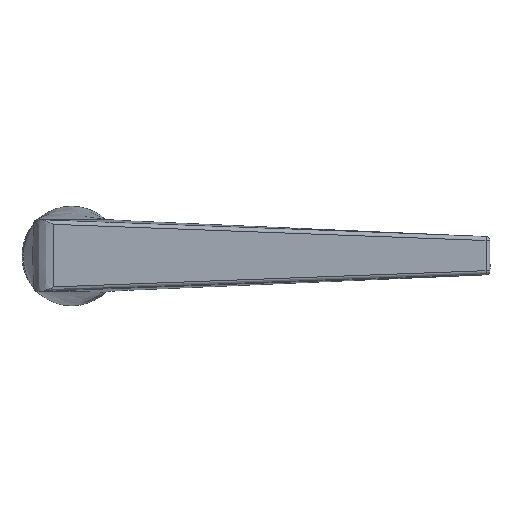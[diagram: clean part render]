
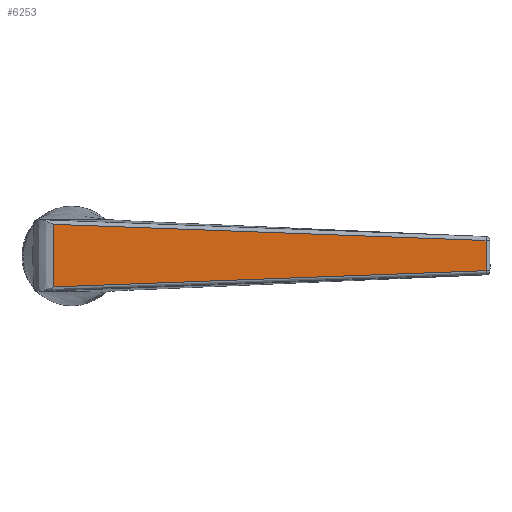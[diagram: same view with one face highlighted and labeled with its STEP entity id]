
A CAD part, top view. The second image highlights one B-rep face of the part: STEP entity #6253.
In plain terms, the highlighted planar face has unit normal (-0.004, 0, 1).
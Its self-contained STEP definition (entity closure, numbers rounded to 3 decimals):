
#328 = EDGE_CURVE ( 'NONE', #7478, #5243, #3326, .T. ) ;
#410 = B_SPLINE_CURVE_WITH_KNOTS ( 'NONE', 3,
 ( #12047, #5520, #545, #7551, #1529, #8462, #2550, #9383 ),
 .UNSPECIFIED., .F., .F.,
 ( 4, 2, 2, 4 ),
 ( 0., 0.008, 0.012, 0.016 ),
 .UNSPECIFIED. ) ;
#487 = ORIENTED_EDGE ( 'NONE', *, *, #328, .T. ) ;
#545 = CARTESIAN_POINT ( 'NONE',  ( -4.819, 2.618, 64.565 ) ) ;
#563 = EDGE_CURVE ( 'NONE', #7640, #7478, #5438, .T. ) ;
#701 = VERTEX_POINT ( 'NONE', #4471 ) ;
#1225 = FACE_OUTER_BOUND ( 'NONE', #3749, .T. ) ;
#1529 = CARTESIAN_POINT ( 'NONE',  ( -4.797, -2.618, 64.565 ) ) ;
#1615 = CARTESIAN_POINT ( 'NONE',  ( 103.996, 0., 64.996 ) ) ;
#1627 = DIRECTION ( 'NONE',  ( 0., 1., 0. ) ) ;
#1705 = EDGE_CURVE ( 'NONE', #701, #7640, #10880, .T. ) ;
#2267 = CARTESIAN_POINT ( 'NONE',  ( -9.546, 0., 64.546 ) ) ;
#2550 = CARTESIAN_POINT ( 'NONE',  ( -4.655, -6.543, 64.565 ) ) ;
#3326 = B_SPLINE_CURVE_WITH_KNOTS ( 'NONE', 3,
 ( #4799, #5861, #5208, #4891, #4879, #4876, #4868, #4817, #4730, #4739 ),
 .UNSPECIFIED., .F., .F.,
 ( 4, 3, 3, 4 ),
 ( 0.001, 0.003, 0.057, 0.11 ),
 .UNSPECIFIED. ) ;
#3328 = PLANE ( 'NONE',  #3424 ) ;
#3424 = AXIS2_PLACEMENT_3D ( 'NONE', #2267, #5331, #11884 ) ;
#3749 = EDGE_LOOP ( 'NONE', ( #10232, #12109, #487, #5793 ) ) ;
#4463 = EDGE_CURVE ( 'NONE', #5243, #701, #410, .T. ) ;
#4471 = CARTESIAN_POINT ( 'NONE',  ( -4.582, -7.85, 64.566 ) ) ;
#4730 = CARTESIAN_POINT ( 'NONE',  ( 12.842, 7.198, 64.635 ) ) ;
#4739 = CARTESIAN_POINT ( 'NONE',  ( -4.582, 7.85, 64.566 ) ) ;
#4799 = CARTESIAN_POINT ( 'NONE',  ( 103.996, 3.787, 64.996 ) ) ;
#4817 = CARTESIAN_POINT ( 'NONE',  ( 30.266, 6.546, 64.704 ) ) ;
#4868 = CARTESIAN_POINT ( 'NONE',  ( 47.691, 5.894, 64.773 ) ) ;
#4876 = CARTESIAN_POINT ( 'NONE',  ( 65.699, 5.22, 64.844 ) ) ;
#4879 = CARTESIAN_POINT ( 'NONE',  ( 83.708, 4.546, 64.916 ) ) ;
#4891 = CARTESIAN_POINT ( 'NONE',  ( 101.717, 3.872, 64.987 ) ) ;
#5040 = CARTESIAN_POINT ( 'NONE',  ( 103.996, -3.787, 64.996 ) ) ;
#5111 = VECTOR ( 'NONE', #1627, 1000. ) ;
#5126 = CARTESIAN_POINT ( 'NONE',  ( 103.996, -3.787, 64.996 ) ) ;
#5158 = CARTESIAN_POINT ( 'NONE',  ( 85.228, -4.489, 64.922 ) ) ;
#5176 = CARTESIAN_POINT ( 'NONE',  ( 66.459, -5.191, 64.847 ) ) ;
#5208 = CARTESIAN_POINT ( 'NONE',  ( 102.477, 3.844, 64.99 ) ) ;
#5218 = CARTESIAN_POINT ( 'NONE',  ( 47.691, -5.894, 64.773 ) ) ;
#5243 = VERTEX_POINT ( 'NONE', #9254 ) ;
#5245 = CARTESIAN_POINT ( 'NONE',  ( 30.266, -6.546, 64.704 ) ) ;
#5289 = CARTESIAN_POINT ( 'NONE',  ( -4.582, -7.85, 64.566 ) ) ;
#5331 = DIRECTION ( 'NONE',  ( -0.004, 0., 1. ) ) ;
#5334 = CARTESIAN_POINT ( 'NONE',  ( 12.842, -7.198, 64.635 ) ) ;
#5438 = LINE ( 'NONE', #1615, #5111 ) ;
#5520 = CARTESIAN_POINT ( 'NONE',  ( -4.728, 5.236, 64.565 ) ) ;
#5793 = ORIENTED_EDGE ( 'NONE', *, *, #4463, .T. ) ;
#5861 = CARTESIAN_POINT ( 'NONE',  ( 103.236, 3.815, 64.993 ) ) ;
#6253 = ADVANCED_FACE ( 'NONE', ( #1225 ), #3328, .T. ) ;
#7478 = VERTEX_POINT ( 'NONE', #7794 ) ;
#7551 = CARTESIAN_POINT ( 'NONE',  ( -4.819, -1.309, 64.565 ) ) ;
#7640 = VERTEX_POINT ( 'NONE', #5040 ) ;
#7794 = CARTESIAN_POINT ( 'NONE',  ( 103.996, 3.787, 64.996 ) ) ;
#8462 = CARTESIAN_POINT ( 'NONE',  ( -4.715, -5.235, 64.565 ) ) ;
#9254 = CARTESIAN_POINT ( 'NONE',  ( -4.582, 7.85, 64.566 ) ) ;
#9383 = CARTESIAN_POINT ( 'NONE',  ( -4.582, -7.85, 64.566 ) ) ;
#10232 = ORIENTED_EDGE ( 'NONE', *, *, #1705, .T. ) ;
#10880 = B_SPLINE_CURVE_WITH_KNOTS ( 'NONE', 3,
 ( #5289, #5334, #5245, #5218, #5176, #5158, #5126 ),
 .UNSPECIFIED., .F., .F.,
 ( 4, 3, 4 ),
 ( 0.005, 0.057, 0.114 ),
 .UNSPECIFIED. ) ;
#11884 = DIRECTION ( 'NONE',  ( 1., 0., 0.004 ) ) ;
#12047 = CARTESIAN_POINT ( 'NONE',  ( -4.582, 7.85, 64.566 ) ) ;
#12109 = ORIENTED_EDGE ( 'NONE', *, *, #563, .T. ) ;
